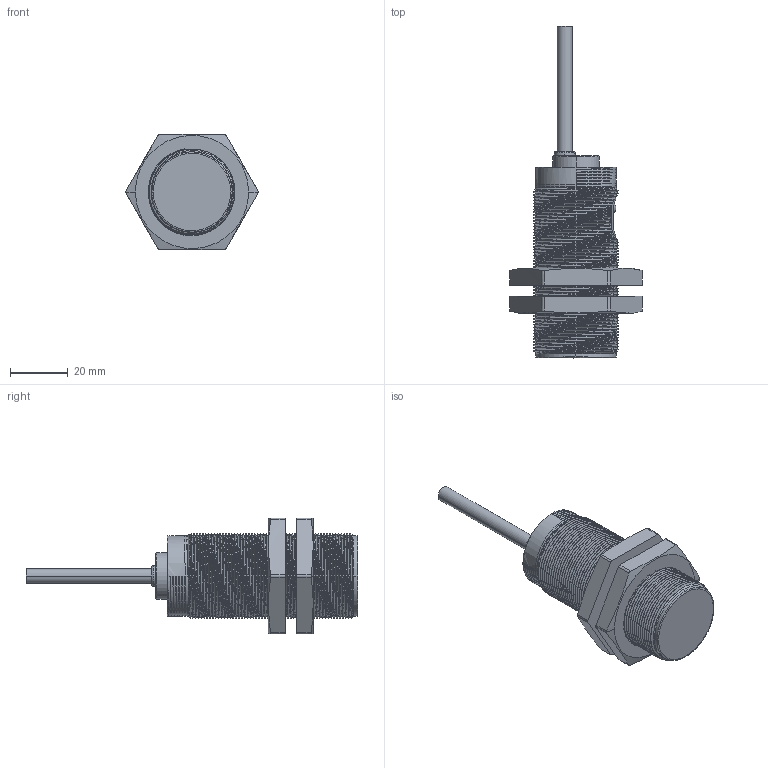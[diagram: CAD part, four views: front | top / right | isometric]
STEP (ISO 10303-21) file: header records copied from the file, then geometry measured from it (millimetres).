
FILE_DESCRIPTION (( 'STEP AP214' ), '1' );
FILE_NAME ('P30齐平出线（P33图1，总长70mm）.STEP', '2024-11-04T08:45:25', ( '' ), ( '' ), 'SwSTEP 2.0', 'SolidWorks 2023', '' );
FILE_SCHEMA (( 'AUTOMOTIVE_DESIGN' ));
Length unit declared in the file: millimetre
Products named in the file (4): PG18X66-P02_1.stp; PM18X1-MU_1.stp; P30齐平出线（P33图1，总长70mm）; P30齐平出线（P33图1，总长70mm）.stp
Assembly tree (4 placements, depth 3):
  P30齐平出线（P33图1，总长70mm）
    P30齐平出线（P33图1，总长70mm）.stp
      PG18X66-P02_1.stp
      PM18X1-MU_1.stp  x2
Bounding box: 45.93 x 115 x 40 mm (x, y, z)
Volume: 51995.4 mm3; surface area: 21757.9 mm2
Topology: 4 solids, 4 shells, 588 faces, 1688 edges, 1123 vertices
Faces by surface type: bspline 467, plane 80, cylinder 27, torus 14
Entity records: 89521 total; most frequent: CARTESIAN_POINT 78608, ORIENTED_EDGE 3144, EDGE_CURVE 1572, VERTEX_POINT 1047, DIRECTION 946, B_SPLINE_CURVE_WITH_KNOTS 884, EDGE_LOOP 567, ADVANCED_FACE 548
